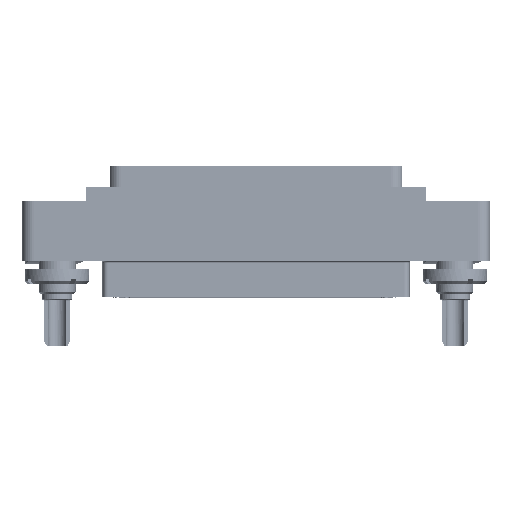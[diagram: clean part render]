
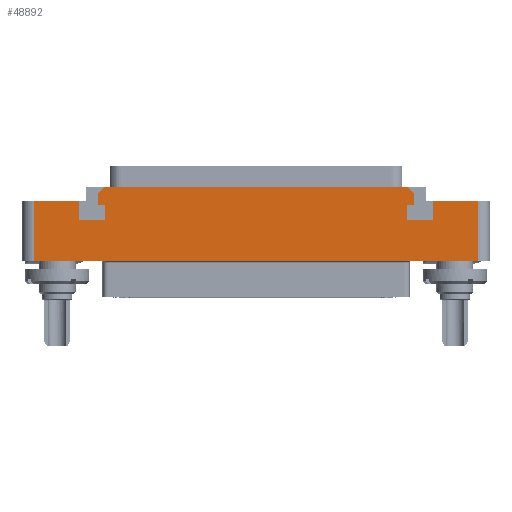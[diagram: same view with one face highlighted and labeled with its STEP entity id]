
A CAD part, top view. The second image highlights one B-rep face of the part: STEP entity #48892.
In plain terms, the highlighted planar face has unit normal (0, 0, 1).
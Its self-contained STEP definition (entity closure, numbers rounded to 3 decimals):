
#3895=DIRECTION('',(0.707,-0.707,0.));
#3896=VECTOR('',#3895,1.697);
#3897=CARTESIAN_POINT('',(25.8,12.75,7.));
#3898=LINE('',#3897,#3896);
#3899=DIRECTION('',(-1.,0.,0.));
#3900=VECTOR('',#3899,76.);
#3901=CARTESIAN_POINT('',(38.,0.,7.));
#3902=LINE('',#3901,#3900);
#3903=DIRECTION('',(1.,0.,0.));
#3904=VECTOR('',#3903,7.8);
#3905=CARTESIAN_POINT('',(-38.,10.25,7.));
#3906=LINE('',#3905,#3904);
#3907=DIRECTION('',(0.,-1.,0.));
#3908=VECTOR('',#3907,3.2);
#3909=CARTESIAN_POINT('',(-30.2,10.25,7.));
#3910=LINE('',#3909,#3908);
#3911=DIRECTION('',(1.,0.,0.));
#3912=VECTOR('',#3911,4.4);
#3913=CARTESIAN_POINT('',(-30.2,7.05,7.));
#3914=LINE('',#3913,#3912);
#3915=DIRECTION('',(0.,1.,0.));
#3916=VECTOR('',#3915,2.6);
#3917=CARTESIAN_POINT('',(-25.8,7.05,7.));
#3918=LINE('',#3917,#3916);
#3919=DIRECTION('',(-1.,0.,0.));
#3920=VECTOR('',#3919,1.2);
#3921=CARTESIAN_POINT('',(-25.8,9.65,7.));
#3922=LINE('',#3921,#3920);
#3923=DIRECTION('',(0.,-1.,0.));
#3924=VECTOR('',#3923,1.9);
#3925=CARTESIAN_POINT('',(-27.,11.55,7.));
#3926=LINE('',#3925,#3924);
#3927=DIRECTION('',(1.,0.,0.));
#3928=VECTOR('',#3927,51.6);
#3929=CARTESIAN_POINT('',(-25.8,12.75,7.));
#3930=LINE('',#3929,#3928);
#3931=DIRECTION('',(0.,-1.,0.));
#3932=VECTOR('',#3931,1.9);
#3933=CARTESIAN_POINT('',(27.,11.55,7.));
#3934=LINE('',#3933,#3932);
#3935=DIRECTION('',(-1.,0.,0.));
#3936=VECTOR('',#3935,1.2);
#3937=CARTESIAN_POINT('',(27.,9.65,7.));
#3938=LINE('',#3937,#3936);
#3939=DIRECTION('',(0.,-1.,0.));
#3940=VECTOR('',#3939,2.6);
#3941=CARTESIAN_POINT('',(25.8,9.65,7.));
#3942=LINE('',#3941,#3940);
#3943=DIRECTION('',(1.,0.,0.));
#3944=VECTOR('',#3943,4.4);
#3945=CARTESIAN_POINT('',(25.8,7.05,7.));
#3946=LINE('',#3945,#3944);
#3947=DIRECTION('',(0.,1.,0.));
#3948=VECTOR('',#3947,3.2);
#3949=CARTESIAN_POINT('',(30.2,7.05,7.));
#3950=LINE('',#3949,#3948);
#3951=DIRECTION('',(1.,0.,0.));
#3952=VECTOR('',#3951,7.8);
#3953=CARTESIAN_POINT('',(30.2,10.25,7.));
#3954=LINE('',#3953,#3952);
#3955=DIRECTION('',(0.,1.,0.));
#3956=VECTOR('',#3955,10.25);
#3957=CARTESIAN_POINT('',(38.,0.,7.));
#3958=LINE('',#3957,#3956);
#3973=DIRECTION('',(0.,-1.,0.));
#3974=VECTOR('',#3973,10.25);
#3975=CARTESIAN_POINT('',(-38.,10.25,7.));
#3976=LINE('',#3975,#3974);
#6375=DIRECTION('',(-0.707,-0.707,0.));
#6376=VECTOR('',#6375,1.697);
#6377=CARTESIAN_POINT('',(-25.8,12.75,7.));
#6378=LINE('',#6377,#6376);
#37028=CARTESIAN_POINT('',(-30.2,10.25,7.));
#37029=CARTESIAN_POINT('',(-30.2,7.05,7.));
#37030=VERTEX_POINT('',#37028);
#37031=VERTEX_POINT('',#37029);
#37032=CARTESIAN_POINT('',(-25.8,7.05,7.));
#37033=VERTEX_POINT('',#37032);
#37034=CARTESIAN_POINT('',(-25.8,9.65,7.));
#37035=VERTEX_POINT('',#37034);
#37036=CARTESIAN_POINT('',(-27.,9.65,7.));
#37037=VERTEX_POINT('',#37036);
#37038=CARTESIAN_POINT('',(27.,9.65,7.));
#37039=CARTESIAN_POINT('',(25.8,9.65,7.));
#37040=VERTEX_POINT('',#37038);
#37041=VERTEX_POINT('',#37039);
#37042=CARTESIAN_POINT('',(25.8,7.05,7.));
#37043=VERTEX_POINT('',#37042);
#37044=CARTESIAN_POINT('',(30.2,7.05,7.));
#37045=VERTEX_POINT('',#37044);
#37046=CARTESIAN_POINT('',(30.2,10.25,7.));
#37047=VERTEX_POINT('',#37046);
#37052=CARTESIAN_POINT('',(-25.8,12.75,7.));
#37054=VERTEX_POINT('',#37052);
#37056=CARTESIAN_POINT('',(-27.,11.55,7.));
#37058=VERTEX_POINT('',#37056);
#37060=CARTESIAN_POINT('',(25.8,12.75,7.));
#37062=VERTEX_POINT('',#37060);
#37064=CARTESIAN_POINT('',(27.,11.55,7.));
#37066=VERTEX_POINT('',#37064);
#37156=CARTESIAN_POINT('',(38.,0.,7.));
#37157=CARTESIAN_POINT('',(38.,10.25,7.));
#37158=VERTEX_POINT('',#37156);
#37159=VERTEX_POINT('',#37157);
#37164=CARTESIAN_POINT('',(-38.,10.25,7.));
#37165=CARTESIAN_POINT('',(-38.,0.,7.));
#37166=VERTEX_POINT('',#37164);
#37167=VERTEX_POINT('',#37165);
#48854=CARTESIAN_POINT('',(0.,0.,7.));
#48855=DIRECTION('',(0.,0.,-1.));
#48856=DIRECTION('',(-1.,0.,0.));
#48857=AXIS2_PLACEMENT_3D('',#48854,#48855,#48856);
#48858=PLANE('',#48857);
#48860=ORIENTED_EDGE('',*,*,#48859,.F.);
#48861=ORIENTED_EDGE('',*,*,#46615,.T.);
#48863=ORIENTED_EDGE('',*,*,#48862,.F.);
#48865=ORIENTED_EDGE('',*,*,#48864,.T.);
#48867=ORIENTED_EDGE('',*,*,#48866,.T.);
#48869=ORIENTED_EDGE('',*,*,#48868,.T.);
#48871=ORIENTED_EDGE('',*,*,#48870,.T.);
#48873=ORIENTED_EDGE('',*,*,#48872,.T.);
#48875=ORIENTED_EDGE('',*,*,#48874,.F.);
#48877=ORIENTED_EDGE('',*,*,#48876,.F.);
#48878=ORIENTED_EDGE('',*,*,#48790,.T.);
#48879=ORIENTED_EDGE('',*,*,#48835,.T.);
#48880=ORIENTED_EDGE('',*,*,#48845,.T.);
#48882=ORIENTED_EDGE('',*,*,#48881,.T.);
#48884=ORIENTED_EDGE('',*,*,#48883,.T.);
#48886=ORIENTED_EDGE('',*,*,#48885,.T.);
#48888=ORIENTED_EDGE('',*,*,#48887,.T.);
#48889=ORIENTED_EDGE('',*,*,#48602,.T.);
#48890=EDGE_LOOP('',(#48860,#48861,#48863,#48865,#48867,#48869,#48871,#48873,
#48875,#48877,#48878,#48879,#48880,#48882,#48884,#48886,#48888,#48889));
#48891=FACE_OUTER_BOUND('',#48890,.F.);
#48892=ADVANCED_FACE('',(#48891),#48858,.F.);
#46615=EDGE_CURVE('',#37158,#37167,#3902,.T.);
#48602=EDGE_CURVE('',#37047,#37159,#3954,.T.);
#48790=EDGE_CURVE('',#37054,#37062,#3930,.T.);
#48835=EDGE_CURVE('',#37062,#37066,#3898,.T.);
#48845=EDGE_CURVE('',#37066,#37040,#3934,.T.);
#48859=EDGE_CURVE('',#37158,#37159,#3958,.T.);
#48862=EDGE_CURVE('',#37166,#37167,#3976,.T.);
#48864=EDGE_CURVE('',#37166,#37030,#3906,.T.);
#48866=EDGE_CURVE('',#37030,#37031,#3910,.T.);
#48868=EDGE_CURVE('',#37031,#37033,#3914,.T.);
#48870=EDGE_CURVE('',#37033,#37035,#3918,.T.);
#48872=EDGE_CURVE('',#37035,#37037,#3922,.T.);
#48874=EDGE_CURVE('',#37058,#37037,#3926,.T.);
#48876=EDGE_CURVE('',#37054,#37058,#6378,.T.);
#48881=EDGE_CURVE('',#37040,#37041,#3938,.T.);
#48883=EDGE_CURVE('',#37041,#37043,#3942,.T.);
#48885=EDGE_CURVE('',#37043,#37045,#3946,.T.);
#48887=EDGE_CURVE('',#37045,#37047,#3950,.T.);
